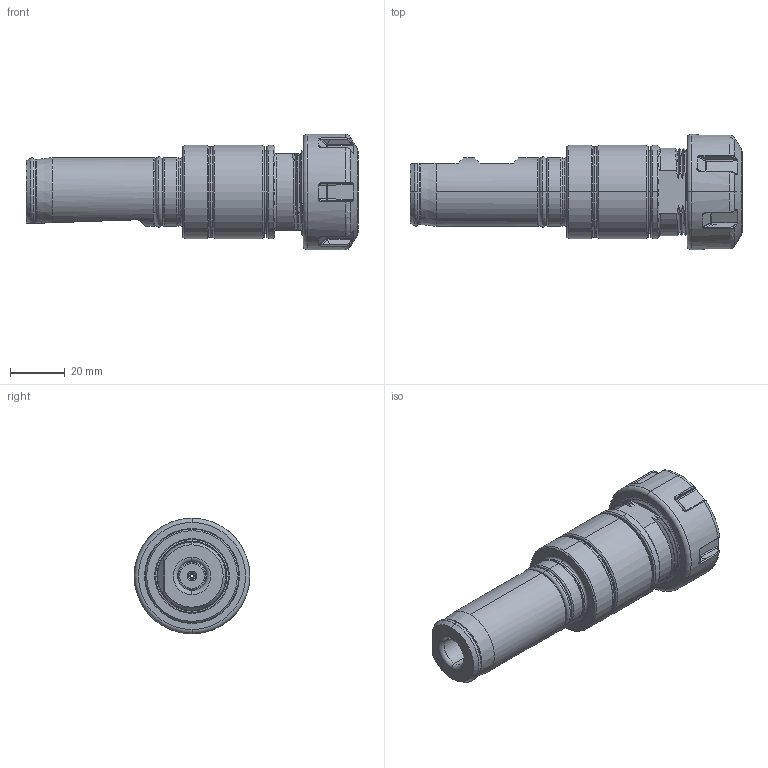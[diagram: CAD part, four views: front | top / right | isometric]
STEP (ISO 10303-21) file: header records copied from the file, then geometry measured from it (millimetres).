
FILE_DESCRIPTION (( 'STEP AP203' ), '1' );
FILE_NAME ('WS25-ER25B-63.STEP', '2016-09-26T01:48:27', ( '' ), ( '' ), 'SwSTEP 2.0', 'SolidWorks 2012', '' );
FILE_SCHEMA (( 'CONFIG_CONTROL_DESIGN' ));
Products named in the file (13): 直柄浮動型ER25(φ25)刀桿頭部; ﹚PIN(ER2525ノ); O吏---28x30x1(繷Ю场ノ); WS25-ER25B-63; ER25(M32XP1.5)螺帽; 直柄浮動型ER25(φ25)刀桿尾部; 綯伴(ER2525ノ); O吏---8.5x10.5x1(M5XP0.8脸捣ノ); 盤型彈簧組合件; 盤型彈簧墊圈(φ5.2); O吏---27x30x1.5(綯伴ノ)---舱ンノ; O吏---20x25x2.5(繷场ノ); M5XP0.8螺絲
Assembly tree (20 placements, depth 3):
  WS25-ER25B-63
    直柄浮動型ER25(φ25)刀桿頭部
    ﹚PIN(ER2525ノ)  x4
    O吏---28x30x1(繷Ю场ノ)  x2
    O吏---27x30x1.5(綯伴ノ)---舱ンノ
    O吏---20x25x2.5(繷场ノ)
    M5XP0.8螺絲
    盤型彈簧組合件  x2
      盤型彈簧墊圈(φ5.2)
    O吏---8.5x10.5x1(M5XP0.8脸捣ノ)
    綯伴(ER2525ノ)
    直柄浮動型ER25(φ25)刀桿尾部
    ER25(M32XP1.5)螺帽
Bounding box: 120.76 x 42 x 42 mm (x, y, z)
Volume: 66823.4 mm3; surface area: 37296.8 mm2
Topology: 22 solids, 22 shells, 703 faces, 1727 edges, 1049 vertices
Faces by surface type: cylinder 221, cone 168, plane 113, torus 95, bspline 90, sphere 16
Entity records: 39852 total; most frequent: CARTESIAN_POINT 24733, ORIENTED_EDGE 3090, DIRECTION 2548, EDGE_CURVE 1545, AXIS2_PLACEMENT_3D 1051, VERTEX_POINT 965, EDGE_LOOP 656, FACE_OUTER_BOUND 619
